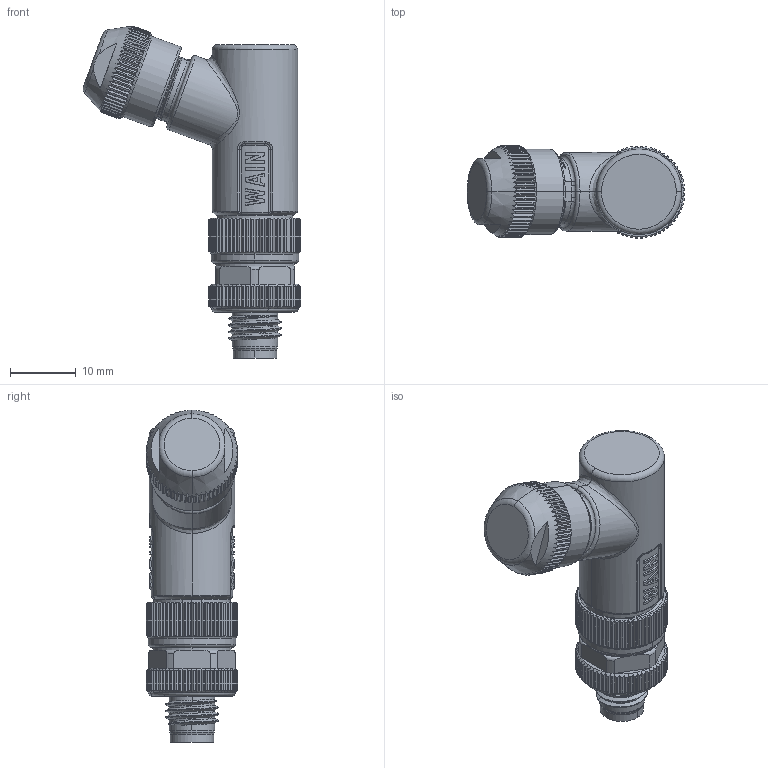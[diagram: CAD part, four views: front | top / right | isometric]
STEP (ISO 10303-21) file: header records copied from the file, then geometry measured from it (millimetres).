
FILE_DESCRIPTION((''),'2;1');
FILE_NAME('3D_1620045012003_M8-M04-S-D5_5-','2024-01-17T',('12524'),(''),'PRO/ENGINEER BY PARAMETRIC TECHNOLOGY CORPORATION, 2012480','PRO/ENGINEER BY PARAMETRIC TECHNOLOGY CORPORATION, 2012480','');
FILE_SCHEMA(('CONFIG_CONTROL_DESIGN'));
Length unit declared in the file: millimetre
Products named in the file (1): 3D_1620045012003_M8-M04-S-D5_5-
Bounding box: 33.15 x 13.99 x 50.54 mm (x, y, z)
Volume: 7977.4 mm3; surface area: 3952.2 mm2
Topology: 1 solids, 2 shells, 1001 faces, 2855 edges, 1874 vertices
Faces by surface type: plane 478, cylinder 287, bspline 120, cone 78, torus 30, extrusion 4, sphere 4
Entity records: 41235 total; most frequent: CARTESIAN_POINT 17177, ORIENTED_EDGE 5702, DIRECTION 4147, EDGE_CURVE 2851, VERTEX_POINT 1874, AXIS2_PLACEMENT_3D 1592, B_SPLINE_CURVE_WITH_KNOTS 1181, EDGE_LOOP 1025
